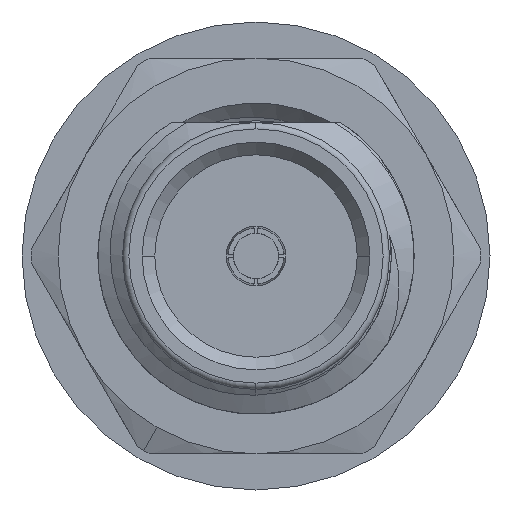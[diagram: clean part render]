
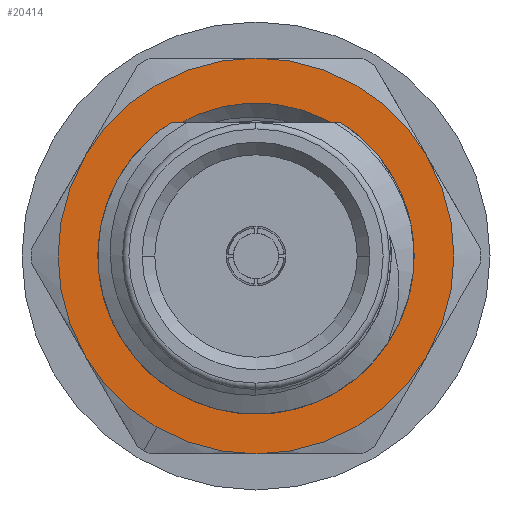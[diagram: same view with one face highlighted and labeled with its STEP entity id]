
A CAD part, left-side view. The second image highlights one B-rep face of the part: STEP entity #20414.
In plain terms, the highlighted planar face has unit normal (-1, 0, 0).
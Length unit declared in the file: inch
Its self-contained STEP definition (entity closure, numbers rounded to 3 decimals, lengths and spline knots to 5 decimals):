
#35 = DIRECTION ( 'NONE',  ( 0., 0.5, -0.866 ) ) ;
#287 = PLANE ( 'NONE',  #7677 ) ;
#568 = FACE_OUTER_BOUND ( 'NONE', #26836, .T. ) ;
#590 = EDGE_CURVE ( 'NONE', #8592, #27814, #25986, .T. ) ;
#856 = CARTESIAN_POINT ( 'NONE',  ( 0.215, 0., 0. ) ) ;
#1293 = DIRECTION ( 'NONE',  ( 0., 0.5, -0.866 ) ) ;
#1381 = CIRCLE ( 'NONE', #17090, 0.12102 ) ;
#1456 = CARTESIAN_POINT ( 'NONE',  ( 0.215, -0.09085, -0.07995 ) ) ;
#1740 = CARTESIAN_POINT ( 'NONE',  ( 0.215, -0.11509, -0.04655 ) ) ;
#1795 = AXIS2_PLACEMENT_3D ( 'NONE', #18267, #27423, #22772 ) ;
#1806 = ORIENTED_EDGE ( 'NONE', *, *, #2158, .T. ) ;
#1928 = EDGE_CURVE ( 'NONE', #14590, #26875, #15632, .T. ) ;
#2066 = VERTEX_POINT ( 'NONE', #6235 ) ;
#2158 = EDGE_CURVE ( 'NONE', #11734, #5646, #22346, .T. ) ;
#2363 = CARTESIAN_POINT ( 'NONE',  ( 0.215, -0.12202, -0.02715 ) ) ;
#2537 = CARTESIAN_POINT ( 'NONE',  ( 0.215, 0., 0. ) ) ;
#2555 = DIRECTION ( 'NONE',  ( 0., 0.5, -0.866 ) ) ;
#2676 = DIRECTION ( 'NONE',  ( 0., 0.5, -0.866 ) ) ;
#2680 = CARTESIAN_POINT ( 'NONE',  ( 0.215, 0.07825, -0.13553 ) ) ;
#3074 = AXIS2_PLACEMENT_3D ( 'NONE', #5797, #12403, #1293 ) ;
#3361 = EDGE_CURVE ( 'NONE', #25466, #11734, #17897, .T. ) ;
#4137 = DIRECTION ( 'NONE',  ( -1., 0., 0. ) ) ;
#4382 = DIRECTION ( 'NONE',  ( 0., 0., 1. ) ) ;
#4857 = CARTESIAN_POINT ( 'NONE',  ( 0.215, -0.09852, 0.07657 ) ) ;
#5288 = ORIENTED_EDGE ( 'NONE', *, *, #20888, .T. ) ;
#5377 = CIRCLE ( 'NONE', #21104, 0.1565 ) ;
#5558 = ORIENTED_EDGE ( 'NONE', *, *, #590, .T. ) ;
#5646 = VERTEX_POINT ( 'NONE', #12904 ) ;
#5797 = CARTESIAN_POINT ( 'NONE',  ( 0.215, 0., 0. ) ) ;
#6155 = VERTEX_POINT ( 'NONE', #18396 ) ;
#6235 = CARTESIAN_POINT ( 'NONE',  ( 0.215, -0.09085, -0.07995 ) ) ;
#6375 = CARTESIAN_POINT ( 'NONE',  ( 0.215, 0., 0. ) ) ;
#6621 = FACE_BOUND ( 'NONE', #20617, .T. ) ;
#6975 = CARTESIAN_POINT ( 'NONE',  ( 0.215, -0.06456, 0.10325 ) ) ;
#7442 = VERTEX_POINT ( 'NONE', #2363 ) ;
#7677 = AXIS2_PLACEMENT_3D ( 'NONE', #2537, #11106, #4382 ) ;
#8542 = CARTESIAN_POINT ( 'NONE',  ( 0.215, 0.13553, 0.07825 ) ) ;
#8592 = VERTEX_POINT ( 'NONE', #11524 ) ;
#8618 = CIRCLE ( 'NONE', #23856, 0.1565 ) ;
#9031 = EDGE_CURVE ( 'NONE', #5646, #14590, #13890, .T. ) ;
#9340 = CARTESIAN_POINT ( 'NONE',  ( 0.215, 0., -0.1565 ) ) ;
#9454 = ORIENTED_EDGE ( 'NONE', *, *, #3361, .T. ) ;
#10011 = ORIENTED_EDGE ( 'NONE', *, *, #22468, .T. ) ;
#10359 = ORIENTED_EDGE ( 'NONE', *, *, #10754, .T. ) ;
#10711 = DIRECTION ( 'NONE',  ( -1., 0., 0. ) ) ;
#10754 = EDGE_CURVE ( 'NONE', #26875, #16668, #5377, .T. ) ;
#11106 = DIRECTION ( 'NONE',  ( -1., 0., 0. ) ) ;
#11245 = CIRCLE ( 'NONE', #14412, 0.1565 ) ;
#11524 = CARTESIAN_POINT ( 'NONE',  ( 0.215, -0.05485, 0.10787 ) ) ;
#11546 = ORIENTED_EDGE ( 'NONE', *, *, #11999, .T. ) ;
#11690 = ORIENTED_EDGE ( 'NONE', *, *, #9031, .T. ) ;
#11734 = VERTEX_POINT ( 'NONE', #8542 ) ;
#11875 = ORIENTED_EDGE ( 'NONE', *, *, #18661, .F. ) ;
#11999 = EDGE_CURVE ( 'NONE', #2066, #24204, #25187, .T. ) ;
#12185 = EDGE_CURVE ( 'NONE', #24204, #8592, #1381, .T. ) ;
#12403 = DIRECTION ( 'NONE',  ( -1., 0., 0. ) ) ;
#12496 = AXIS2_PLACEMENT_3D ( 'NONE', #6375, #4137, #21674 ) ;
#12904 = CARTESIAN_POINT ( 'NONE',  ( 0.215, 0.13553, -0.07825 ) ) ;
#13165 = CARTESIAN_POINT ( 'NONE',  ( 0.215, -0.09104, 0.08433 ) ) ;
#13436 = CARTESIAN_POINT ( 'NONE',  ( 0.215, -0.07831, 0.0945 ) ) ;
#13485 = AXIS2_PLACEMENT_3D ( 'NONE', #19420, #15204, #2676 ) ;
#13890 = CIRCLE ( 'NONE', #1795, 0.1565 ) ;
#14092 = CARTESIAN_POINT ( 'NONE',  ( 0.215, 0., 0.1565 ) ) ;
#14412 = AXIS2_PLACEMENT_3D ( 'NONE', #18407, #22485, #22766 ) ;
#14590 = VERTEX_POINT ( 'NONE', #2680 ) ;
#14681 = DIRECTION ( 'NONE',  ( -1., 0., 0. ) ) ;
#14806 = CARTESIAN_POINT ( 'NONE',  ( 0.215, 0., 0. ) ) ;
#15072 = DIRECTION ( 'NONE',  ( 0., 0.5, -0.866 ) ) ;
#15204 = DIRECTION ( 'NONE',  ( 1., 0., 0. ) ) ;
#15335 = CARTESIAN_POINT ( 'NONE',  ( 0.215, -0.13553, -0.07825 ) ) ;
#15632 = CIRCLE ( 'NONE', #25522, 0.1565 ) ;
#15929 = DIRECTION ( 'NONE',  ( 0., 0.5, -0.866 ) ) ;
#16181 = DIRECTION ( 'NONE',  ( 1., 0., 0. ) ) ;
#16496 = CARTESIAN_POINT ( 'NONE',  ( 0.215, -0.09821, -0.0726 ) ) ;
#16549 = ORIENTED_EDGE ( 'NONE', *, *, #23824, .T. ) ;
#16668 = VERTEX_POINT ( 'NONE', #15335 ) ;
#16953 = B_SPLINE_CURVE_WITH_KNOTS ( 'NONE', 3,
 ( #18447, #25212, #1740, #27459, #16496, #1456 ),
 .UNSPECIFIED., .F., .F.,
 ( 4, 2, 4 ),
 ( 0., 0.5, 1. ),
 .UNSPECIFIED. ) ;
#17090 = AXIS2_PLACEMENT_3D ( 'NONE', #856, #16181, #22635 ) ;
#17897 = CIRCLE ( 'NONE', #3074, 0.1565 ) ;
#17920 = ORIENTED_EDGE ( 'NONE', *, *, #1928, .T. ) ;
#18267 = CARTESIAN_POINT ( 'NONE',  ( 0.215, 0., 0. ) ) ;
#18396 = CARTESIAN_POINT ( 'NONE',  ( 0.215, -0.13553, 0.07825 ) ) ;
#18407 = CARTESIAN_POINT ( 'NONE',  ( 0.215, 0., 0. ) ) ;
#18447 = CARTESIAN_POINT ( 'NONE',  ( 0.215, -0.12202, -0.02715 ) ) ;
#18661 = EDGE_CURVE ( 'NONE', #7442, #27814, #26051, .T. ) ;
#18912 = ORIENTED_EDGE ( 'NONE', *, *, #12185, .T. ) ;
#19420 = CARTESIAN_POINT ( 'NONE',  ( 0.215, 0., 0. ) ) ;
#19613 = CARTESIAN_POINT ( 'NONE',  ( 0.215, -0.05485, 0.10787 ) ) ;
#20414 = ADVANCED_FACE ( 'NONE', ( #6621, #568 ), #287, .T. ) ;
#20617 = EDGE_LOOP ( 'NONE', ( #11875, #10011, #11546, #18912, #5558 ) ) ;
#20888 = EDGE_CURVE ( 'NONE', #6155, #25466, #11245, .T. ) ;
#21104 = AXIS2_PLACEMENT_3D ( 'NONE', #24641, #22380, #15929 ) ;
#21674 = DIRECTION ( 'NONE',  ( 0., 0.5, -0.866 ) ) ;
#21735 = CARTESIAN_POINT ( 'NONE',  ( 0.215, -0.05978, 0.10572 ) ) ;
#22087 = DIRECTION ( 'NONE',  ( -1., 0., 0. ) ) ;
#22346 = CIRCLE ( 'NONE', #12496, 0.1565 ) ;
#22380 = DIRECTION ( 'NONE',  ( -1., 0., 0. ) ) ;
#22468 = EDGE_CURVE ( 'NONE', #7442, #2066, #16953, .T. ) ;
#22485 = DIRECTION ( 'NONE',  ( -1., 0., 0. ) ) ;
#22635 = DIRECTION ( 'NONE',  ( 0., 0.5, -0.866 ) ) ;
#22728 = CARTESIAN_POINT ( 'NONE',  ( 0.215, -0.10499, 0.06783 ) ) ;
#22766 = DIRECTION ( 'NONE',  ( 0., 0.5, -0.866 ) ) ;
#22772 = DIRECTION ( 'NONE',  ( 0., 0.5, -0.866 ) ) ;
#23697 = CARTESIAN_POINT ( 'NONE',  ( 0.215, 0.06051, -0.1048 ) ) ;
#23824 = EDGE_CURVE ( 'NONE', #16668, #6155, #8618, .T. ) ;
#23856 = AXIS2_PLACEMENT_3D ( 'NONE', #14806, #10711, #15072 ) ;
#24204 = VERTEX_POINT ( 'NONE', #23697 ) ;
#24259 = CARTESIAN_POINT ( 'NONE',  ( 0.215, -0.0738, 0.09766 ) ) ;
#24641 = CARTESIAN_POINT ( 'NONE',  ( 0.215, 0., 0. ) ) ;
#25187 = CIRCLE ( 'NONE', #13485, 0.12102 ) ;
#25212 = CARTESIAN_POINT ( 'NONE',  ( 0.215, -0.11915, -0.03711 ) ) ;
#25466 = VERTEX_POINT ( 'NONE', #14092 ) ;
#25522 = AXIS2_PLACEMENT_3D ( 'NONE', #25769, #14681, #35 ) ;
#25769 = CARTESIAN_POINT ( 'NONE',  ( 0.215, 0., 0. ) ) ;
#25903 = CARTESIAN_POINT ( 'NONE',  ( 0.215, 0., 0. ) ) ;
#25986 = B_SPLINE_CURVE_WITH_KNOTS ( 'NONE', 3,
 ( #19613, #21735, #6975, #24259, #13436, #13165, #4857, #26106 ),
 .UNSPECIFIED., .F., .F.,
 ( 4, 2, 2, 4 ),
 ( 0., 0.25, 0.5, 1. ),
 .UNSPECIFIED. ) ;
#26051 = CIRCLE ( 'NONE', #26953, 0.125 ) ;
#26106 = CARTESIAN_POINT ( 'NONE',  ( 0.215, -0.10499, 0.06783 ) ) ;
#26836 = EDGE_LOOP ( 'NONE', ( #11690, #17920, #10359, #16549, #5288, #9454, #1806 ) ) ;
#26875 = VERTEX_POINT ( 'NONE', #9340 ) ;
#26953 = AXIS2_PLACEMENT_3D ( 'NONE', #25903, #22087, #2555 ) ;
#27423 = DIRECTION ( 'NONE',  ( -1., 0., 0. ) ) ;
#27459 = CARTESIAN_POINT ( 'NONE',  ( 0.215, -0.10454, -0.06445 ) ) ;
#27814 = VERTEX_POINT ( 'NONE', #22728 ) ;
